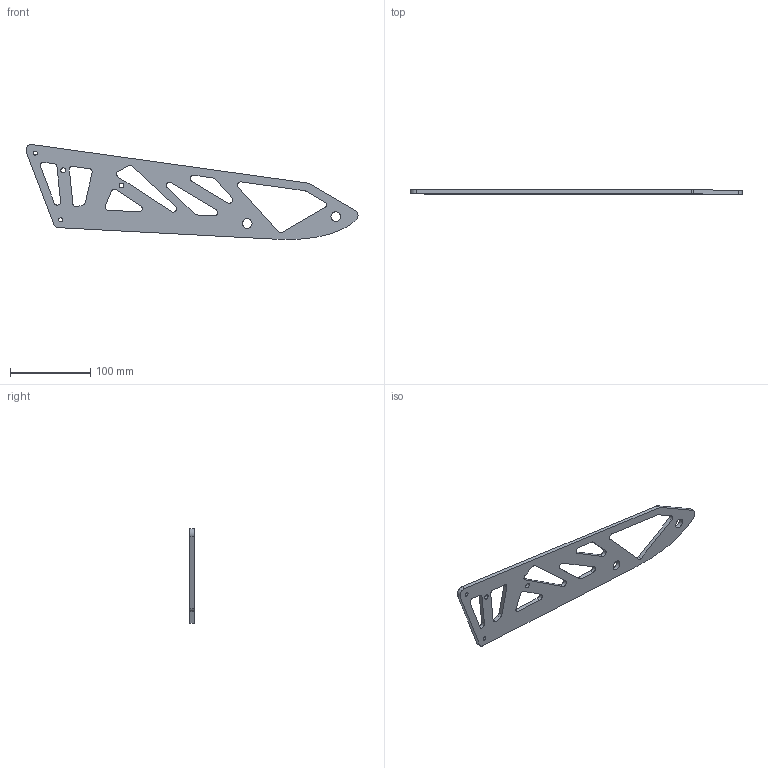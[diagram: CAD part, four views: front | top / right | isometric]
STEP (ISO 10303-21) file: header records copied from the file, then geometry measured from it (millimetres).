
FILE_DESCRIPTION(/* description */ (''),/* implementation_level */ '2;1');
FILE_NAME(/* name */ 'bracket1.stp',/* time_stamp */ '2018-04-18T11:23:34+09:00',/* author */ ('ku_sk'),/* organization */ (''),/* preprocessor_version */ 'ST-DEVELOPER v16.13',/* originating_system */ 'Autodesk Inventor 2018',/* authorisation */ '');
FILE_SCHEMA (('AUTOMOTIVE_DESIGN { 1 0 10303 214 3 1 1 }'));
Length unit declared in the file: millimetre
Products named in the file (1): bracket1
Bounding box: 413.9 x 5 x 118.34 mm (x, y, z)
Volume: 110791.9 mm3; surface area: 55354.6 mm2
Topology: 1 solids, 1 shells, 66 faces, 192 edges, 128 vertices
Faces by surface type: cylinder 37, plane 29
Full cylindrical faces by diameter (mm): 5 x2, 6 x2, 12 x2
Entity records: 2271 total; most frequent: DIRECTION 394, CARTESIAN_POINT 381, ORIENTED_EDGE 372, EDGE_CURVE 186, AXIS2_PLACEMENT_3D 141, VERTEX_POINT 128, LINE 112, VECTOR 112
